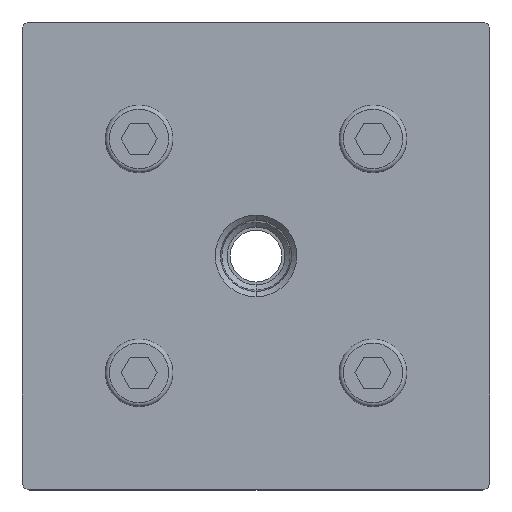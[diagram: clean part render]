
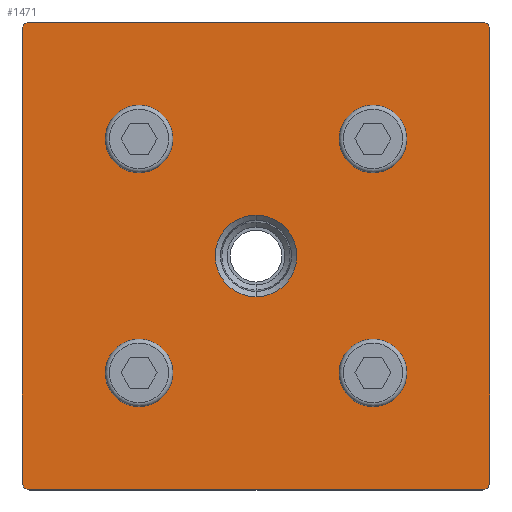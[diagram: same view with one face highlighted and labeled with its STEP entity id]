
A CAD part, top view. The second image highlights one B-rep face of the part: STEP entity #1471.
In plain terms, the highlighted planar face has unit normal (0, 0, 1).
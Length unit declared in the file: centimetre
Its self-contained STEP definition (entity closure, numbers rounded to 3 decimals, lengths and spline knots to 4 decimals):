
#31=FACE_BOUND('',#225,.T.);
#32=FACE_BOUND('',#226,.T.);
#33=FACE_BOUND('',#227,.T.);
#34=FACE_BOUND('',#228,.T.);
#35=FACE_BOUND('',#229,.T.);
#60=PLANE('',#1584);
#130=FACE_OUTER_BOUND('',#224,.T.);
#224=EDGE_LOOP('',(#1052,#1053,#1054,#1055,#1056,#1057,#1058,#1059));
#225=EDGE_LOOP('',(#1060));
#226=EDGE_LOOP('',(#1061));
#227=EDGE_LOOP('',(#1062));
#228=EDGE_LOOP('',(#1063));
#229=EDGE_LOOP('',(#1064,#1065));
#345=LINE('',#2250,#477);
#346=LINE('',#2254,#478);
#347=LINE('',#2258,#479);
#348=LINE('',#2262,#480);
#477=VECTOR('',#1786,1.);
#478=VECTOR('',#1789,1.);
#479=VECTOR('',#1792,1.);
#480=VECTOR('',#1795,1.);
#602=CIRCLE('',#1565,4.5);
#604=CIRCLE('',#1568,4.5);
#611=CIRCLE('',#1580,7.858);
#613=CIRCLE('',#1583,7.858);
#614=CIRCLE('',#1585,1.5);
#615=CIRCLE('',#1586,1.5);
#616=CIRCLE('',#1587,1.5);
#617=CIRCLE('',#1588,1.5);
#618=CIRCLE('',#1589,4.5);
#619=CIRCLE('',#1590,4.5);
#678=VERTEX_POINT('',#2208);
#680=VERTEX_POINT('',#2214);
#688=VERTEX_POINT('',#2239);
#689=VERTEX_POINT('',#2241);
#690=VERTEX_POINT('',#2248);
#691=VERTEX_POINT('',#2249);
#692=VERTEX_POINT('',#2251);
#693=VERTEX_POINT('',#2253);
#694=VERTEX_POINT('',#2255);
#695=VERTEX_POINT('',#2257);
#696=VERTEX_POINT('',#2259);
#697=VERTEX_POINT('',#2261);
#698=VERTEX_POINT('',#2264);
#699=VERTEX_POINT('',#2266);
#815=EDGE_CURVE('',#678,#678,#602,.T.);
#818=EDGE_CURVE('',#680,#680,#604,.T.);
#831=EDGE_CURVE('',#689,#688,#611,.T.);
#833=EDGE_CURVE('',#688,#689,#613,.T.);
#834=EDGE_CURVE('',#690,#691,#345,.T.);
#835=EDGE_CURVE('',#691,#692,#614,.T.);
#836=EDGE_CURVE('',#692,#693,#346,.T.);
#837=EDGE_CURVE('',#693,#694,#615,.T.);
#838=EDGE_CURVE('',#694,#695,#347,.T.);
#839=EDGE_CURVE('',#695,#696,#616,.T.);
#840=EDGE_CURVE('',#696,#697,#348,.T.);
#841=EDGE_CURVE('',#697,#690,#617,.T.);
#842=EDGE_CURVE('',#698,#698,#618,.T.);
#843=EDGE_CURVE('',#699,#699,#619,.T.);
#1052=ORIENTED_EDGE('',*,*,#834,.T.);
#1053=ORIENTED_EDGE('',*,*,#835,.T.);
#1054=ORIENTED_EDGE('',*,*,#836,.T.);
#1055=ORIENTED_EDGE('',*,*,#837,.T.);
#1056=ORIENTED_EDGE('',*,*,#838,.T.);
#1057=ORIENTED_EDGE('',*,*,#839,.T.);
#1058=ORIENTED_EDGE('',*,*,#840,.T.);
#1059=ORIENTED_EDGE('',*,*,#841,.T.);
#1060=ORIENTED_EDGE('',*,*,#815,.T.);
#1061=ORIENTED_EDGE('',*,*,#818,.T.);
#1062=ORIENTED_EDGE('',*,*,#842,.T.);
#1063=ORIENTED_EDGE('',*,*,#843,.T.);
#1064=ORIENTED_EDGE('',*,*,#831,.F.);
#1065=ORIENTED_EDGE('',*,*,#833,.F.);
#1471=ADVANCED_FACE('',(#130,#31,#32,#33,#34,#35),#60,.T.);
#1565=AXIS2_PLACEMENT_3D('',#2210,#1739,#1740);
#1568=AXIS2_PLACEMENT_3D('',#2216,#1746,#1747);
#1580=AXIS2_PLACEMENT_3D('',#2243,#1776,#1777);
#1583=AXIS2_PLACEMENT_3D('',#2246,#1782,#1783);
#1584=AXIS2_PLACEMENT_3D('',#2247,#1784,#1785);
#1585=AXIS2_PLACEMENT_3D('',#2252,#1787,#1788);
#1586=AXIS2_PLACEMENT_3D('',#2256,#1790,#1791);
#1587=AXIS2_PLACEMENT_3D('',#2260,#1793,#1794);
#1588=AXIS2_PLACEMENT_3D('',#2263,#1796,#1797);
#1589=AXIS2_PLACEMENT_3D('',#2265,#1798,#1799);
#1590=AXIS2_PLACEMENT_3D('',#2267,#1800,#1801);
#1739=DIRECTION('center_axis',(0.,0.,-1.));
#1740=DIRECTION('ref_axis',(-1.,0.,0.));
#1746=DIRECTION('center_axis',(0.,0.,-1.));
#1747=DIRECTION('ref_axis',(-1.,0.,0.));
#1776=DIRECTION('center_axis',(0.,0.,1.));
#1777=DIRECTION('ref_axis',(0.,1.,0.));
#1782=DIRECTION('center_axis',(0.,0.,1.));
#1783=DIRECTION('ref_axis',(0.,1.,0.));
#1784=DIRECTION('center_axis',(0.,0.,1.));
#1785=DIRECTION('ref_axis',(1.,0.,0.));
#1786=DIRECTION('',(1.,0.,0.));
#1787=DIRECTION('center_axis',(0.,0.,1.));
#1788=DIRECTION('ref_axis',(0.,-1.,0.));
#1789=DIRECTION('',(0.,1.,0.));
#1790=DIRECTION('center_axis',(0.,0.,1.));
#1791=DIRECTION('ref_axis',(1.,0.,0.));
#1792=DIRECTION('',(-1.,0.,0.));
#1793=DIRECTION('center_axis',(0.,0.,1.));
#1794=DIRECTION('ref_axis',(0.,1.,0.));
#1795=DIRECTION('',(0.,-1.,0.));
#1796=DIRECTION('center_axis',(0.,0.,1.));
#1797=DIRECTION('ref_axis',(-1.,0.,0.));
#1798=DIRECTION('center_axis',(0.,0.,-1.));
#1799=DIRECTION('ref_axis',(-1.,0.,0.));
#1800=DIRECTION('center_axis',(0.,0.,-1.));
#1801=DIRECTION('ref_axis',(-1.,0.,0.));
#2208=CARTESIAN_POINT('',(72.,22.5,17.));
#2210=CARTESIAN_POINT('Origin',(67.5,22.5,17.));
#2214=CARTESIAN_POINT('',(27.,22.5,17.));
#2216=CARTESIAN_POINT('Origin',(22.5,22.5,17.));
#2239=CARTESIAN_POINT('',(45.,52.858,17.));
#2241=CARTESIAN_POINT('',(45.,37.142,17.));
#2243=CARTESIAN_POINT('Origin',(45.,45.,17.));
#2246=CARTESIAN_POINT('Origin',(45.,45.,17.));
#2247=CARTESIAN_POINT('Origin',(45.,45.,17.));
#2248=CARTESIAN_POINT('',(1.5,0.,17.));
#2249=CARTESIAN_POINT('',(88.5,0.,17.));
#2250=CARTESIAN_POINT('',(1.5,0.,17.));
#2251=CARTESIAN_POINT('',(90.,1.5,17.));
#2252=CARTESIAN_POINT('Origin',(88.5,1.5,17.));
#2253=CARTESIAN_POINT('',(90.,88.5,17.));
#2254=CARTESIAN_POINT('',(90.,1.5,17.));
#2255=CARTESIAN_POINT('',(88.5,90.,17.));
#2256=CARTESIAN_POINT('Origin',(88.5,88.5,17.));
#2257=CARTESIAN_POINT('',(1.5,90.,17.));
#2258=CARTESIAN_POINT('',(88.5,90.,17.));
#2259=CARTESIAN_POINT('',(0.,88.5,17.));
#2260=CARTESIAN_POINT('Origin',(1.5,88.5,17.));
#2261=CARTESIAN_POINT('',(0.,1.5,17.));
#2262=CARTESIAN_POINT('',(0.,88.5,17.));
#2263=CARTESIAN_POINT('Origin',(1.5,1.5,17.));
#2264=CARTESIAN_POINT('',(27.,67.5,17.));
#2265=CARTESIAN_POINT('Origin',(22.5,67.5,17.));
#2266=CARTESIAN_POINT('',(72.,67.5,17.));
#2267=CARTESIAN_POINT('Origin',(67.5,67.5,17.));
